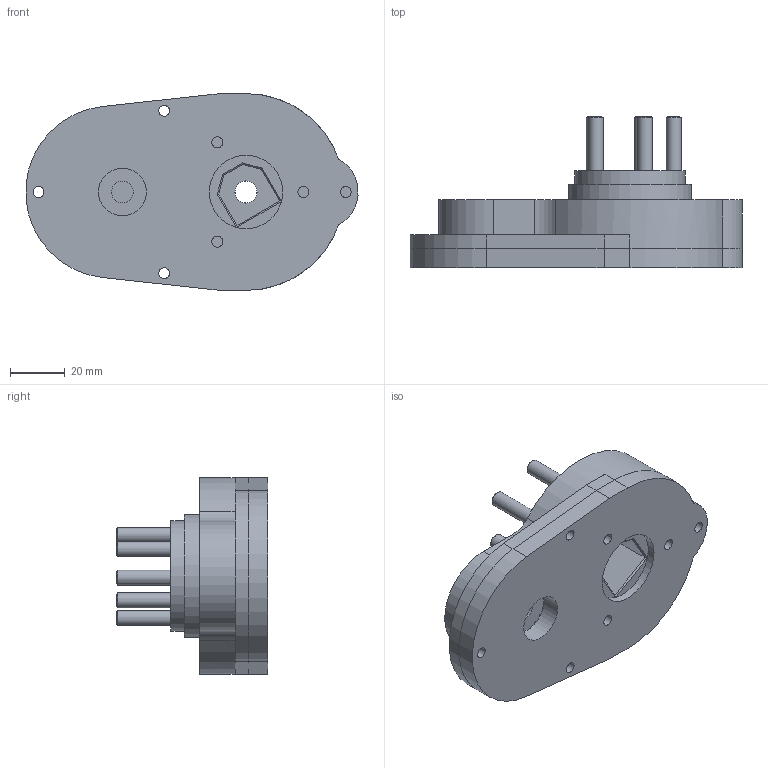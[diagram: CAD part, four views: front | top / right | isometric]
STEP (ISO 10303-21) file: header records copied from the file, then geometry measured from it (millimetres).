
FILE_DESCRIPTION(/* description */ (''),/* implementation_level */ '2;1');
FILE_NAME(/* name */ 'Boardnamics M1 Drive - Rough Model - v3.step',/* time_stamp */ '2021-03-09T13:00:44-06:00',/* author */ (''),/* organization */ (''),/* preprocessor_version */ 'ST-DEVELOPER v18.1',/* originating_system */ 'Autodesk Translation Framework v9.10.0.1330',/* authorisation */ '');
FILE_SCHEMA (('AUTOMOTIVE_DESIGN { 1 0 10303 214 3 1 1 }'));
Length unit declared in the file: millimetre
Products named in the file (10): Boardnamics M1 Drive - Rough Model - v2; Case; Front Case; Arm Plate; Kegel Wheel Hub; Hanger Adapter; 69082RS Wheel Bearing; Pinion Gear; Wheel Gear; 5972K222
Assembly tree (9 placements, depth 3):
  Boardnamics M1 Drive - Rough Model - v2
    Case
      Front Case
      Arm Plate
    Kegel Wheel Hub
    Hanger Adapter
    69082RS Wheel Bearing
    Pinion Gear
    Wheel Gear
    5972K222
Bounding box: 121.54 x 55.5 x 72 mm (x, y, z)
Volume: 133196.3 mm3; surface area: 71642.7 mm2
Topology: 23 solids, 23 shells, 1036 faces, 2969 edges, 1973 vertices
Faces by surface type: cylinder 764, torus 183, plane 66, sphere 12, cone 11
Full cylindrical faces by diameter (mm): 4 x26, 5.5 x5, 8 x2, 8.1 x1, 12.6 x1, 13.681 x4, 16.319 x4, 17.5 x1, 18 x1, 20 x1, 22 x2, 26 x1, 26.9 x1, 29 x1, 29.5 x1, 34 x1, 40.5 x1, 45 x3, 52 x1, 52.1 x1, 54.9 x1, 58 x2
Entity records: 38661 total; most frequent: CARTESIAN_POINT 11170, ORIENTED_EDGE 5890, DIRECTION 5783, EDGE_CURVE 2945, AXIS2_PLACEMENT_3D 2470, VERTEX_POINT 1973, CIRCLE 1414, EDGE_LOOP 1128
